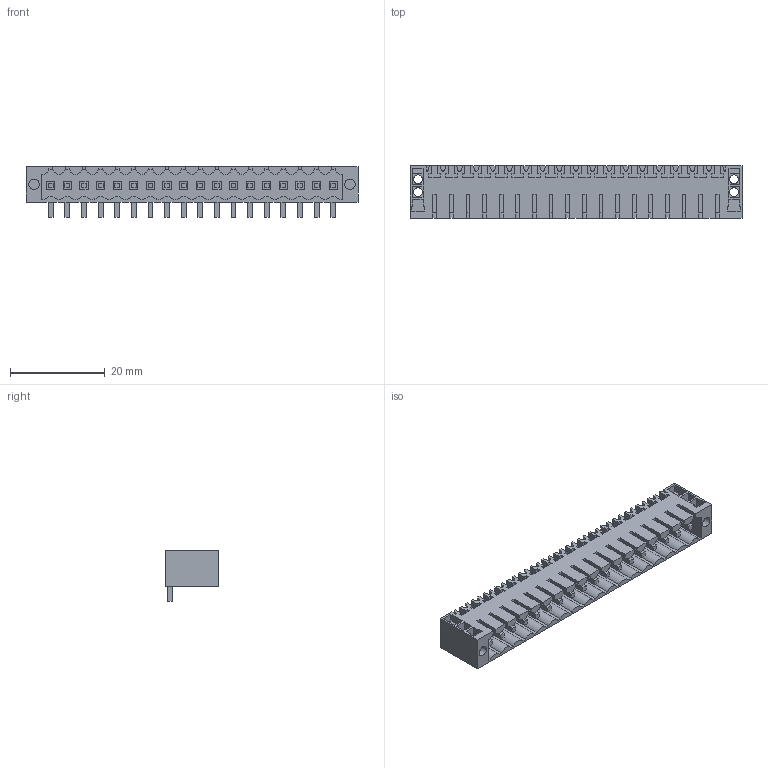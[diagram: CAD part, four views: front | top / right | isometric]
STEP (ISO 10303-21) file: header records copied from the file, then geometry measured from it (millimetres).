
FILE_DESCRIPTION(('CATIA V5 STEP Exchange','CAx-IF Rec.Pracs.--- Model Styling and Organization---1.2---2011-12-15'),'2;1');
FILE_NAME ('D1453618_0_1619780000_1619780000.stp','2018-03-06T12:02:14+00:00',('none'),('Weidmueller'),'CATIA Version 5-6 Release 2014','CATIA V5 STEP AP214','none');
FILE_SCHEMA(('AUTOMOTIVE_DESIGN { 1 0 10303 214 1 1 1 1 }'));
Length unit declared in the file: millimetre
Products named in the file (1): 1619780000
Bounding box: 69.9 x 11.05 x 10.65 mm (x, y, z)
Volume: 2538.4 mm3; surface area: 6937.2 mm2
Topology: 19 solids, 19 shells, 1090 faces, 3321 edges, 2275 vertices
Faces by surface type: plane 1001, cylinder 89
Entity records: 34083 total; most frequent: ORIENTED_EDGE 6642, CARTESIAN_POINT 6158, DIRECTION 4443, EDGE_CURVE 3321, VECTOR 3107, LINE 3107, VERTEX_POINT 2275, EDGE_LOOP 1150
